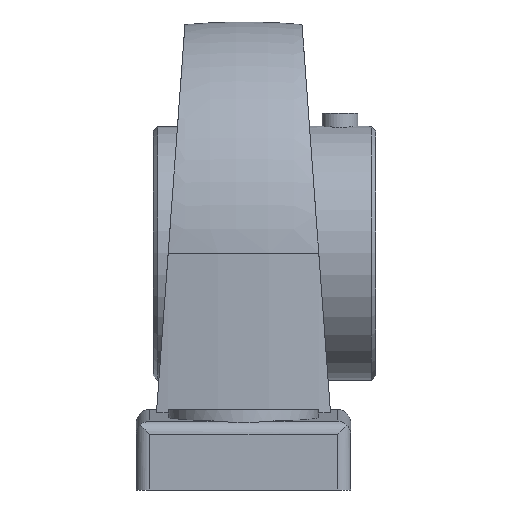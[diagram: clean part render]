
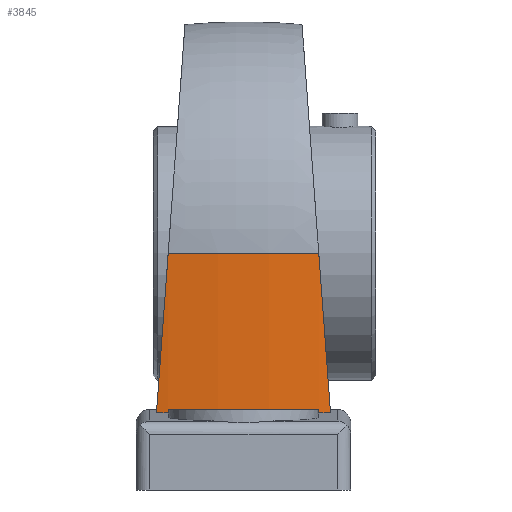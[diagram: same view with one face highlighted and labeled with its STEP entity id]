
A CAD part, front view. The second image highlights one B-rep face of the part: STEP entity #3845.
In plain terms, the highlighted cylindrical face has radius 214.891 mm (diameter 429.781 mm), a partial arc.
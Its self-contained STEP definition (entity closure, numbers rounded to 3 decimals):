
#157 = CARTESIAN_POINT ( 'NONE',  ( -26.529, -75.96, -53.498 ) ) ;
#165 = EDGE_CURVE ( 'NONE', #6344, #4379, #6671, .T. ) ;
#255 = DIRECTION ( 'NONE',  ( 0., 0., 1. ) ) ;
#306 = ORIENTED_EDGE ( 'NONE', *, *, #165, .T. ) ;
#319 = ORIENTED_EDGE ( 'NONE', *, *, #10073, .T. ) ;
#395 = DIRECTION ( 'NONE',  ( 0., 0., -1. ) ) ;
#408 = VERTEX_POINT ( 'NONE', #9406 ) ;
#662 = CARTESIAN_POINT ( 'NONE',  ( 27.857, -75.791, -53.49 ) ) ;
#956 = FACE_OUTER_BOUND ( 'NONE', #8589, .T. ) ;
#1122 = DIRECTION ( 'NONE',  ( 0., 0., 1. ) ) ;
#1201 = EDGE_CURVE ( 'NONE', #408, #8806, #1501, .T. ) ;
#1258 = VERTEX_POINT ( 'NONE', #2195 ) ;
#1501 =( BOUNDED_CURVE ( )  B_SPLINE_CURVE ( 3, ( #4004, #662, #3151, #8268 ),
 .UNSPECIFIED., .F., .T. ) 
 B_SPLINE_CURVE_WITH_KNOTS ( ( 4, 4 ),
 ( 6.147, 6.166 ),
 .UNSPECIFIED. ) 
 CURVE ( )  GEOMETRIC_REPRESENTATION_ITEM ( )  RATIONAL_B_SPLINE_CURVE ( ( 1., 1., 1., 1. ) ) 
 REPRESENTATION_ITEM ( '' )  );
#2195 = CARTESIAN_POINT ( 'NONE',  ( 25.2, -76.117, -52.4 ) ) ;
#2301 = CARTESIAN_POINT ( 'NONE',  ( -25.258, -76.11, 0. ) ) ;
#2392 = CARTESIAN_POINT ( 'NONE',  ( 25.258, -76.11, 0. ) ) ;
#2665 = CARTESIAN_POINT ( 'NONE',  ( -25.2, -76.117, -52.992 ) ) ;
#2702 = CYLINDRICAL_SURFACE ( 'NONE', #8526, 214.891 ) ;
#2974 = VERTEX_POINT ( 'NONE', #10392 ) ;
#3002 = CARTESIAN_POINT ( 'NONE',  ( 0., 137.291, 0. ) ) ;
#3151 = CARTESIAN_POINT ( 'NONE',  ( 26.529, -75.96, -53.498 ) ) ;
#3403 = AXIS2_PLACEMENT_3D ( 'NONE', #3002, #395, #9930 ) ;
#3660 = ORIENTED_EDGE ( 'NONE', *, *, #1201, .F. ) ;
#3762 = EDGE_CURVE ( 'NONE', #7976, #9902, #5846, .T. ) ;
#3845 = ADVANCED_FACE ( 'NONE', ( #956 ), #2702, .T. ) ;
#3846 = AXIS2_PLACEMENT_3D ( 'NONE', #7113, #255, #8824 ) ;
#3898 = CARTESIAN_POINT ( 'NONE',  ( -26.568, -75.955, -17.847 ) ) ;
#4004 = CARTESIAN_POINT ( 'NONE',  ( 29.182, -75.609, -53.48 ) ) ;
#4322 =( BOUNDED_CURVE ( )  B_SPLINE_CURVE ( 3, ( #4579, #9058, #9916, #8892 ),
 .UNSPECIFIED., .F., .T. ) 
 B_SPLINE_CURVE_WITH_KNOTS ( ( 4, 4 ),
 ( 4.576, 4.595 ),
 .UNSPECIFIED. ) 
 CURVE ( )  GEOMETRIC_REPRESENTATION_ITEM ( )  RATIONAL_B_SPLINE_CURVE ( ( 1., 1., 1., 1. ) ) 
 REPRESENTATION_ITEM ( '' )  );
#4371 = EDGE_CURVE ( 'NONE', #7976, #2974, #8737, .T. ) ;
#4379 = VERTEX_POINT ( 'NONE', #5746 ) ;
#4385 = CIRCLE ( 'NONE', #3846, 214.891 ) ;
#4523 = CARTESIAN_POINT ( 'NONE',  ( -25.2, -76.117, -53.507 ) ) ;
#4579 = CARTESIAN_POINT ( 'NONE',  ( 29.182, -75.609, -53.48 ) ) ;
#4773 = ORIENTED_EDGE ( 'NONE', *, *, #8616, .T. ) ;
#4857 = EDGE_CURVE ( 'NONE', #4379, #9902, #7303, .T. ) ;
#5300 = EDGE_CURVE ( 'NONE', #2974, #1258, #4385, .T. ) ;
#5713 = ORIENTED_EDGE ( 'NONE', *, *, #3762, .F. ) ;
#5746 = CARTESIAN_POINT ( 'NONE',  ( -25.258, -76.11, 0. ) ) ;
#5760 = CARTESIAN_POINT ( 'NONE',  ( -27.876, -75.788, -35.675 ) ) ;
#5846 =( BOUNDED_CURVE ( )  B_SPLINE_CURVE ( 3, ( #8724, #157, #9573, #7067 ),
 .UNSPECIFIED., .F., .T. ) 
 B_SPLINE_CURVE_WITH_KNOTS ( ( 4, 4 ),
 ( 0.118, 0.136 ),
 .UNSPECIFIED. ) 
 CURVE ( )  GEOMETRIC_REPRESENTATION_ITEM ( )  RATIONAL_B_SPLINE_CURVE ( ( 1., 1., 1., 1. ) ) 
 REPRESENTATION_ITEM ( '' )  );
#6344 = VERTEX_POINT ( 'NONE', #2392 ) ;
#6671 = CIRCLE ( 'NONE', #3403, 214.891 ) ;
#6779 = VECTOR ( 'NONE', #7990, 1000. ) ;
#6977 = DIRECTION ( 'NONE',  ( 0., 0., 1. ) ) ;
#7067 = CARTESIAN_POINT ( 'NONE',  ( -29.182, -75.609, -53.48 ) ) ;
#7097 = ORIENTED_EDGE ( 'NONE', *, *, #4857, .T. ) ;
#7113 = CARTESIAN_POINT ( 'NONE',  ( 0., 137.291, -52.4 ) ) ;
#7182 = CARTESIAN_POINT ( 'NONE',  ( 0., 137.291, -54.4 ) ) ;
#7244 = CARTESIAN_POINT ( 'NONE',  ( 25.2, -76.117, -53.507 ) ) ;
#7303 =( BOUNDED_CURVE ( )  B_SPLINE_CURVE ( 3, ( #2301, #3898, #5760, #9219 ),
 .UNSPECIFIED., .F., .T. ) 
 B_SPLINE_CURVE_WITH_KNOTS ( ( 4, 4 ),
 ( 4.83, 4.849 ),
 .UNSPECIFIED. ) 
 CURVE ( )  GEOMETRIC_REPRESENTATION_ITEM ( )  RATIONAL_B_SPLINE_CURVE ( ( 1., 1., 1., 1. ) ) 
 REPRESENTATION_ITEM ( '' )  );
#7622 = VECTOR ( 'NONE', #6977, 1000. ) ;
#7976 = VERTEX_POINT ( 'NONE', #4523 ) ;
#7990 = DIRECTION ( 'NONE',  ( 0., 0., -1. ) ) ;
#8268 = CARTESIAN_POINT ( 'NONE',  ( 25.2, -76.117, -53.507 ) ) ;
#8526 = AXIS2_PLACEMENT_3D ( 'NONE', #7182, #1122, #10604 ) ;
#8589 = EDGE_LOOP ( 'NONE', ( #8699, #10805, #4773, #3660, #319, #306, #7097, #5713 ) ) ;
#8616 = EDGE_CURVE ( 'NONE', #1258, #8806, #10445, .T. ) ;
#8699 = ORIENTED_EDGE ( 'NONE', *, *, #4371, .T. ) ;
#8724 = CARTESIAN_POINT ( 'NONE',  ( -25.2, -76.117, -53.507 ) ) ;
#8730 = CARTESIAN_POINT ( 'NONE',  ( 25.2, -76.117, -52.992 ) ) ;
#8737 = LINE ( 'NONE', #2665, #7622 ) ;
#8806 = VERTEX_POINT ( 'NONE', #7244 ) ;
#8824 = DIRECTION ( 'NONE',  ( -1., 0., 0. ) ) ;
#8892 = CARTESIAN_POINT ( 'NONE',  ( 25.258, -76.11, 0. ) ) ;
#9058 = CARTESIAN_POINT ( 'NONE',  ( 27.876, -75.788, -35.675 ) ) ;
#9219 = CARTESIAN_POINT ( 'NONE',  ( -29.182, -75.609, -53.48 ) ) ;
#9406 = CARTESIAN_POINT ( 'NONE',  ( 29.182, -75.609, -53.48 ) ) ;
#9573 = CARTESIAN_POINT ( 'NONE',  ( -27.857, -75.791, -53.49 ) ) ;
#9902 = VERTEX_POINT ( 'NONE', #10548 ) ;
#9916 = CARTESIAN_POINT ( 'NONE',  ( 26.568, -75.955, -17.847 ) ) ;
#9930 = DIRECTION ( 'NONE',  ( -1., 0., 0. ) ) ;
#10073 = EDGE_CURVE ( 'NONE', #408, #6344, #4322, .T. ) ;
#10392 = CARTESIAN_POINT ( 'NONE',  ( -25.2, -76.117, -52.4 ) ) ;
#10445 = LINE ( 'NONE', #8730, #6779 ) ;
#10548 = CARTESIAN_POINT ( 'NONE',  ( -29.182, -75.609, -53.48 ) ) ;
#10604 = DIRECTION ( 'NONE',  ( -1., 0., 0. ) ) ;
#10805 = ORIENTED_EDGE ( 'NONE', *, *, #5300, .T. ) ;
